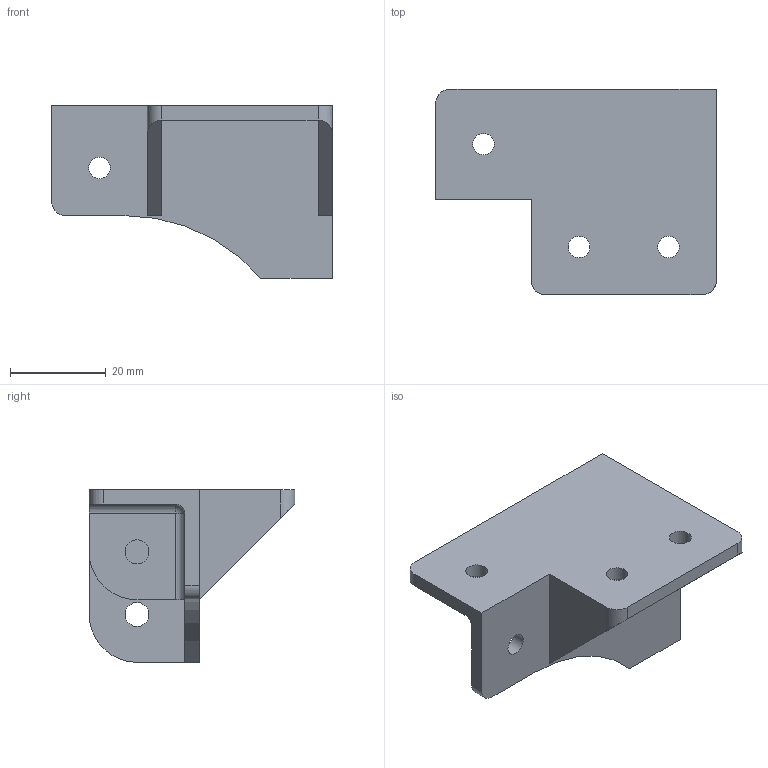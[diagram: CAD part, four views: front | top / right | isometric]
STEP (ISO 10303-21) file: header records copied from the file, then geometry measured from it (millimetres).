
FILE_DESCRIPTION(/* description */ (''),/* implementation_level */ '2;1');
FILE_NAME(/* name */ 'Idler Right.stp',/* time_stamp */ '2019-04-02T19:44:53+01:00',/* author */ ('Ax'),/* organization */ (''),/* preprocessor_version */ 'ST-DEVELOPER v17.2',/* originating_system */ 'Autodesk Inventor 2019',/* authorisation */ '');
FILE_SCHEMA (('AUTOMOTIVE_DESIGN { 1 0 10303 214 3 1 1 }'));
Length unit declared in the file: millimetre
Products named in the file (1): Idler Right
Bounding box: 58.7 x 43 x 36.1 mm (x, y, z)
Volume: 19450.4 mm3; surface area: 11621.9 mm2
Topology: 1 solids, 1 shells, 61 faces, 167 edges, 113 vertices
Faces by surface type: plane 32, cylinder 24, torus 4, sphere 1
Full cylindrical faces by diameter (mm): 4.5 x4, 5 x4
Entity records: 2047 total; most frequent: DIRECTION 368, CARTESIAN_POINT 342, ORIENTED_EDGE 334, EDGE_CURVE 167, AXIS2_PLACEMENT_3D 139, VERTEX_POINT 113, LINE 90, VECTOR 90
